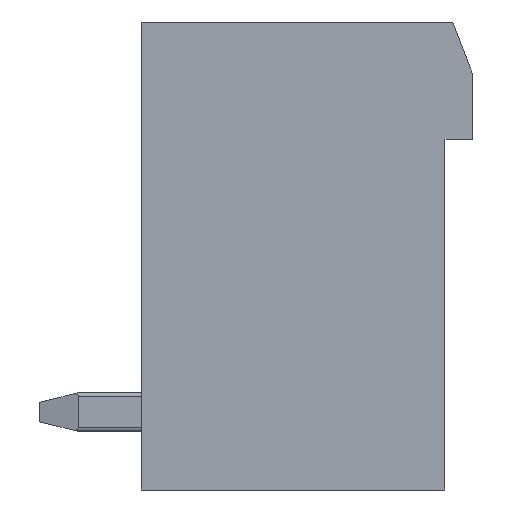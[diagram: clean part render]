
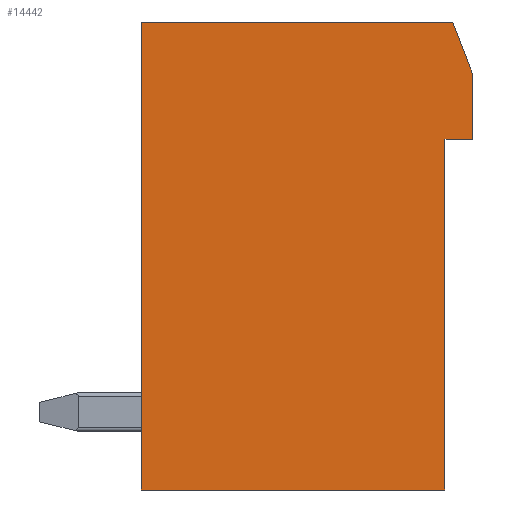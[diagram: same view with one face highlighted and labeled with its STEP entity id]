
A CAD part, left-side view. The second image highlights one B-rep face of the part: STEP entity #14442.
In plain terms, the highlighted planar face has unit normal (-1, 0, 0).
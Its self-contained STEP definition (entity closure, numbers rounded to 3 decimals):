
#467=LINE('',#19865,#2056);
#475=LINE('',#19881,#2064);
#485=LINE('',#19904,#2074);
#972=LINE('',#21028,#2561);
#986=LINE('',#21045,#2575);
#987=LINE('',#21047,#2576);
#990=LINE('',#21053,#2579);
#2056=VECTOR('',#15950,1000.);
#2064=VECTOR('',#15962,1000.);
#2074=VECTOR('',#15976,1000.);
#2561=VECTOR('',#16729,1000.);
#2575=VECTOR('',#16745,1000.);
#2576=VECTOR('',#16748,1000.);
#2579=VECTOR('',#16753,1000.);
#6320=ORIENTED_EDGE('',*,*,#7823,.T.);
#6321=ORIENTED_EDGE('',*,*,#7815,.T.);
#6322=ORIENTED_EDGE('',*,*,#8386,.T.);
#6323=ORIENTED_EDGE('',*,*,#7834,.T.);
#6324=ORIENTED_EDGE('',*,*,#8404,.T.);
#6325=ORIENTED_EDGE('',*,*,#8401,.T.);
#6326=ORIENTED_EDGE('',*,*,#8400,.T.);
#7815=EDGE_CURVE('',#9896,#9895,#467,.T.);
#7823=EDGE_CURVE('',#9901,#9896,#475,.T.);
#7834=EDGE_CURVE('',#9913,#9912,#485,.T.);
#8386=EDGE_CURVE('',#9895,#9913,#972,.T.);
#8400=EDGE_CURVE('',#10362,#9901,#986,.T.);
#8401=EDGE_CURVE('',#10363,#10362,#987,.T.);
#8404=EDGE_CURVE('',#9912,#10363,#990,.T.);
#9895=VERTEX_POINT('',#19864);
#9896=VERTEX_POINT('',#19866);
#9901=VERTEX_POINT('',#19879);
#9912=VERTEX_POINT('',#19903);
#9913=VERTEX_POINT('',#19905);
#10362=VERTEX_POINT('',#21033);
#10363=VERTEX_POINT('',#21048);
#12140=EDGE_LOOP('',(#6320,#6321,#6322,#6323,#6324,#6325,#6326));
#13029=FACE_BOUND('',#12140,.T.);
#13728=PLANE('',#15455);
#14442=ADVANCED_FACE('',(#13029),#13728,.T.);
#15455=AXIS2_PLACEMENT_3D('',#22823,#18430,#18431);
#15950=DIRECTION('',(0.,1.,0.));
#15962=DIRECTION('',(0.,0.359,0.933));
#15976=DIRECTION('',(0.,-1.,0.));
#16729=DIRECTION('',(0.,0.,-1.));
#16745=DIRECTION('',(0.,0.,1.));
#16748=DIRECTION('',(0.,-1.,0.));
#16753=DIRECTION('',(0.,0.,1.));
#18430=DIRECTION('',(-1.,0.,0.));
#18431=DIRECTION('',(0.,0.,1.));
#19864=CARTESIAN_POINT('',(-25.4,8.5,6.));
#19865=CARTESIAN_POINT('',(-25.4,0.5,6.));
#19866=CARTESIAN_POINT('',(-25.4,0.5,6.));
#19879=CARTESIAN_POINT('',(-25.4,0.,4.7));
#19881=CARTESIAN_POINT('',(-25.4,0.,4.7));
#19903=CARTESIAN_POINT('',(-25.4,0.7,-6.));
#19904=CARTESIAN_POINT('',(-25.4,8.5,-6.));
#19905=CARTESIAN_POINT('',(-25.4,8.5,-6.));
#21028=CARTESIAN_POINT('',(-25.4,8.5,6.));
#21033=CARTESIAN_POINT('',(-25.4,0.,3.));
#21045=CARTESIAN_POINT('',(-25.4,0.,3.));
#21047=CARTESIAN_POINT('',(-25.4,0.7,3.));
#21048=CARTESIAN_POINT('',(-25.4,0.7,3.));
#21053=CARTESIAN_POINT('',(-25.4,0.7,-6.));
#22823=CARTESIAN_POINT('',(-25.4,0.,0.));
